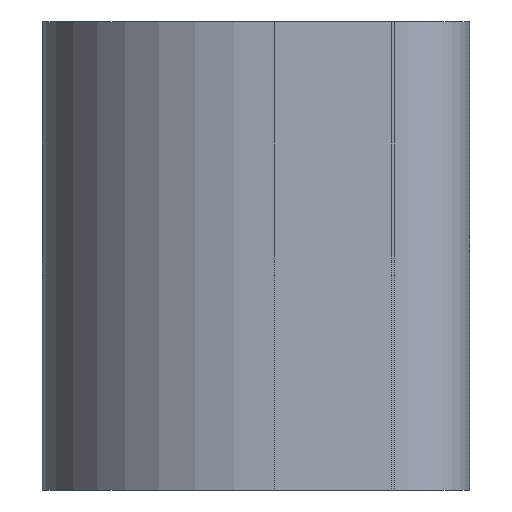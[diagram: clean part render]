
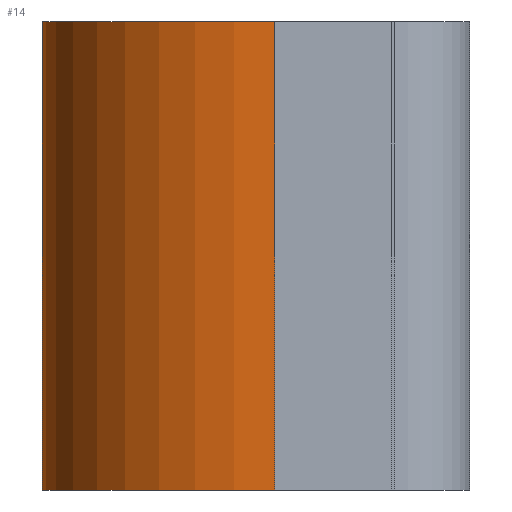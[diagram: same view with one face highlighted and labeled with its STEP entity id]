
A CAD part, left-side view. The second image highlights one B-rep face of the part: STEP entity #14.
In plain terms, the highlighted cylindrical face has radius 9.461 mm (diameter 18.923 mm), a partial arc.
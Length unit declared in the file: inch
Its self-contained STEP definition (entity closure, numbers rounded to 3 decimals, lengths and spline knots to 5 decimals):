
#14 = ADVANCED_FACE ( 'NONE', ( #217 ), #199, .T. ) ;
#23 = CARTESIAN_POINT ( 'NONE',  ( -0.625, 0.3125, 0.375 ) ) ;
#36 = VECTOR ( 'NONE', #234, 39.37008 ) ;
#38 = DIRECTION ( 'NONE',  ( 0., 0., -1. ) ) ;
#67 = LINE ( 'NONE', #740, #207 ) ;
#87 = ORIENTED_EDGE ( 'NONE', *, *, #382, .T. ) ;
#89 = DIRECTION ( 'NONE',  ( 1., 0., 0. ) ) ;
#99 = EDGE_CURVE ( 'NONE', #698, #639, #408, .T. ) ;
#119 = CARTESIAN_POINT ( 'NONE',  ( -0.9975, 0.3125, 0.375 ) ) ;
#135 = DIRECTION ( 'NONE',  ( -1., 0., 0. ) ) ;
#174 = CARTESIAN_POINT ( 'NONE',  ( -0.9975, 0.3125, 0.375 ) ) ;
#186 = CARTESIAN_POINT ( 'NONE',  ( -0.9975, 0.3125, -0.375 ) ) ;
#193 = EDGE_CURVE ( 'NONE', #230, #639, #67, .T. ) ;
#199 = CYLINDRICAL_SURFACE ( 'NONE', #691, 0.3725 ) ;
#207 = VECTOR ( 'NONE', #804, 39.37008 ) ;
#217 = FACE_OUTER_BOUND ( 'NONE', #636, .T. ) ;
#230 = VERTEX_POINT ( 'NONE', #482 ) ;
#234 = DIRECTION ( 'NONE',  ( 0., 0., -1. ) ) ;
#367 = AXIS2_PLACEMENT_3D ( 'NONE', #23, #790, #89 ) ;
#382 = EDGE_CURVE ( 'NONE', #632, #230, #423, .T. ) ;
#387 = LINE ( 'NONE', #174, #36 ) ;
#394 = ORIENTED_EDGE ( 'NONE', *, *, #607, .F. ) ;
#407 = CARTESIAN_POINT ( 'NONE',  ( -0.625, 0.3125, -0.375 ) ) ;
#408 = CIRCLE ( 'NONE', #595, 0.3725 ) ;
#423 = CIRCLE ( 'NONE', #367, 0.3725 ) ;
#441 = ORIENTED_EDGE ( 'NONE', *, *, #193, .T. ) ;
#468 = DIRECTION ( 'NONE',  ( 1., 0., 0. ) ) ;
#474 = ORIENTED_EDGE ( 'NONE', *, *, #99, .F. ) ;
#482 = CARTESIAN_POINT ( 'NONE',  ( -0.2525, 0.3125, 0.375 ) ) ;
#511 = CARTESIAN_POINT ( 'NONE',  ( -0.625, 0.3125, 0.375 ) ) ;
#577 = DIRECTION ( 'NONE',  ( 0., 0., -1. ) ) ;
#595 = AXIS2_PLACEMENT_3D ( 'NONE', #407, #38, #468 ) ;
#607 = EDGE_CURVE ( 'NONE', #632, #698, #387, .T. ) ;
#622 = CARTESIAN_POINT ( 'NONE',  ( -0.2525, 0.3125, -0.375 ) ) ;
#632 = VERTEX_POINT ( 'NONE', #119 ) ;
#636 = EDGE_LOOP ( 'NONE', ( #474, #394, #87, #441 ) ) ;
#639 = VERTEX_POINT ( 'NONE', #622 ) ;
#691 = AXIS2_PLACEMENT_3D ( 'NONE', #511, #577, #135 ) ;
#698 = VERTEX_POINT ( 'NONE', #186 ) ;
#740 = CARTESIAN_POINT ( 'NONE',  ( -0.2525, 0.3125, 0.375 ) ) ;
#790 = DIRECTION ( 'NONE',  ( 0., 0., -1. ) ) ;
#804 = DIRECTION ( 'NONE',  ( 0., 0., -1. ) ) ;
